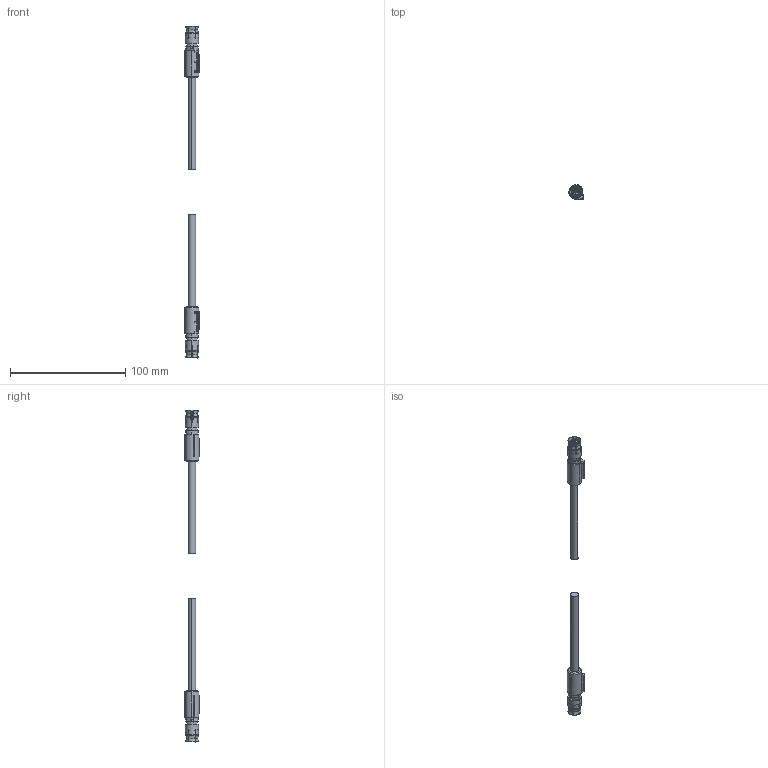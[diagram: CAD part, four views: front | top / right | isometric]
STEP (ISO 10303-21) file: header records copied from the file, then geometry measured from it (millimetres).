
FILE_DESCRIPTION(('CATIA V5 STEP Exchange','CAx-IF Rec.Pracs.--- Model Styling and Organization---1.4--- 2014-01-23'),'2;1');
FILE_NAME ('553480-1_1_2634700300_2634700300.stp','2020-03-03T08:52:48+00:00',('none'),('Weidmueller'),'CATIA Version 5-6 Release 2016 SP3 HF44','CATIA V5 STEP AP214','none');
FILE_SCHEMA(('AUTOMOTIVE_DESIGN { 1 0 10303 214 1 1 1 1 }'));
Length unit declared in the file: millimetre
Products named in the file (1): 2634700300
Bounding box: 12.41 x 12.41 x 288 mm (x, y, z)
Volume: 13534 mm3; surface area: 9325.3 mm2
Topology: 6 solids, 6 shells, 780 faces, 2072 edges, 1322 vertices
Faces by surface type: cylinder 300, plane 264, torus 140, bspline 42, cone 30, sphere 4
Entity records: 26517 total; most frequent: CARTESIAN_POINT 8899, ORIENTED_EDGE 4128, DIRECTION 2828, EDGE_CURVE 2064, VERTEX_POINT 1322, AXIS2_PLACEMENT_3D 1229, VECTOR 880, LINE 880
